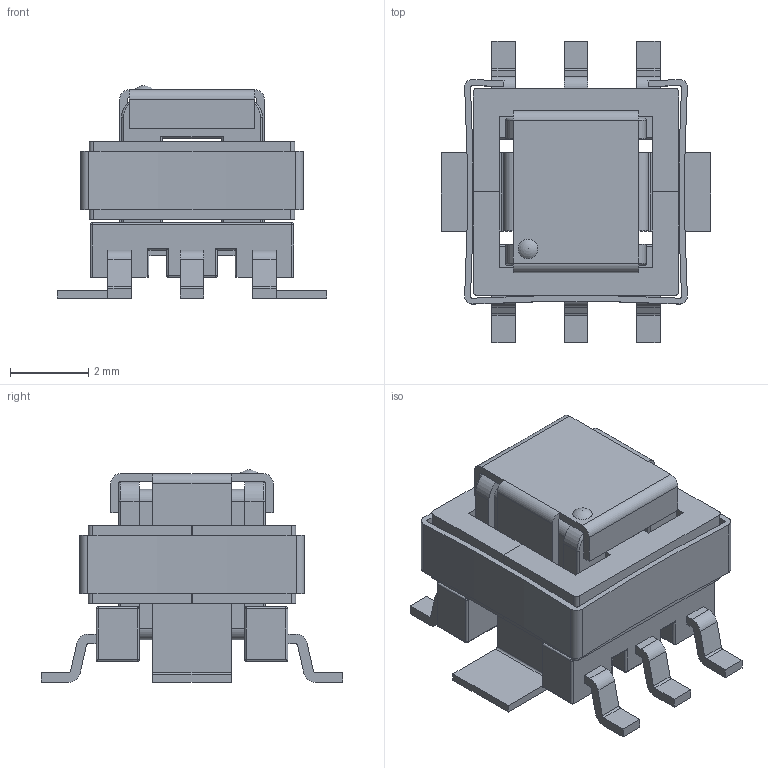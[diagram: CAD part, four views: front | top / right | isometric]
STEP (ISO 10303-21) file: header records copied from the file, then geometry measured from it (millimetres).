
FILE_DESCRIPTION(/* description */ ('Unknown'),/* implementation_level */ '2;1');
FILE_NAME(/* name */ 'UtCST_749251125',/* time_stamp */ '2020-04-08T15:23:44+02:00',/* author */ ('Unknown'),/* organization */ ('Unknown'),/* preprocessor_version */ 'ST-DEVELOPER v16.7',/* originating_system */ 'DEX',/* authorisation */ $);
FILE_SCHEMA (('AUTOMOTIVE_DESIGN {1 0 10303 214 3 1 1}'));
Length unit declared in the file: millimetre
Products named in the file (6): UtCST_749251125; bobbin; E5_core; cap; clip; Dot-Point
Assembly tree (6 placements, depth 2):
  UtCST_749251125
    bobbin
    E5_core  x2
    cap
    clip
    Dot-Point
Bounding box: 6.9 x 7.7 x 5.43 mm (x, y, z)
Volume: 98.5 mm3; surface area: 458.9 mm2
Topology: 6 solids, 6 shells, 318 faces, 825 edges, 506 vertices
Faces by surface type: plane 171, cylinder 126, sphere 17, torus 4
Entity records: 10716 total; most frequent: DIRECTION 1612, CARTESIAN_POINT 1551, ORIENTED_EDGE 1530, EDGE_CURVE 765, AXIS2_PLACEMENT_3D 538, LINE 536, VECTOR 536, VERTEX_POINT 477
